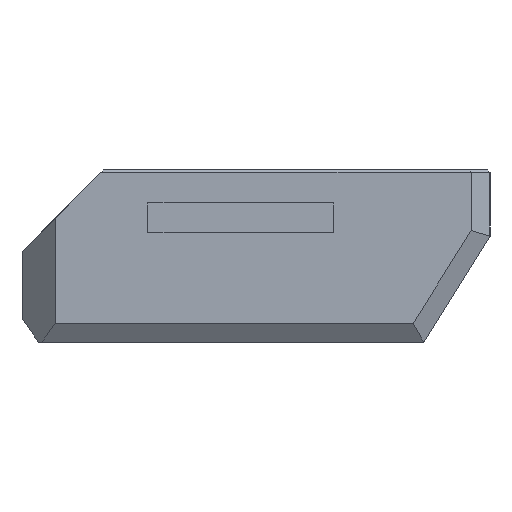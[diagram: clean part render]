
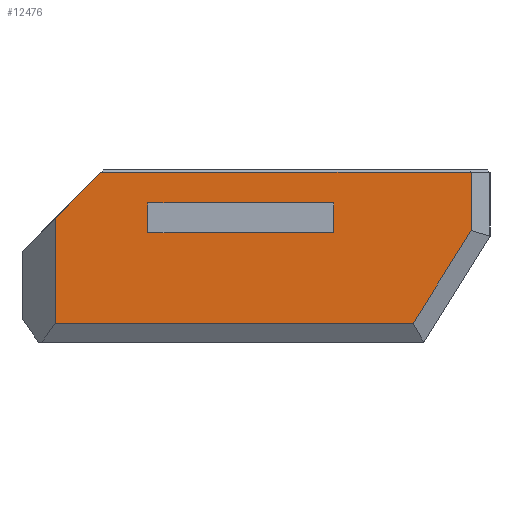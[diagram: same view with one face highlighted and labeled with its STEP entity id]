
A CAD part, left-side view. The second image highlights one B-rep face of the part: STEP entity #12476.
In plain terms, the highlighted planar face has unit normal (-1, 0, 0).
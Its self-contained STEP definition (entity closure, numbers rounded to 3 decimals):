
#118=FACE_BOUND('',#1553,.T.);
#804=FACE_OUTER_BOUND('',#1552,.T.);
#1552=EDGE_LOOP('',(#9298,#9299,#9300,#9301,#9302,#9303));
#1553=EDGE_LOOP('',(#9304,#9305,#9306,#9307));
#2654=LINE('',#18528,#4145);
#2695=LINE('',#18610,#4186);
#2704=LINE('',#18629,#4195);
#2706=LINE('',#18633,#4197);
#2707=LINE('',#18635,#4198);
#2708=LINE('',#18636,#4199);
#2709=LINE('',#18639,#4200);
#2710=LINE('',#18641,#4201);
#2711=LINE('',#18643,#4202);
#2712=LINE('',#18644,#4203);
#4145=VECTOR('',#14491,1.);
#4186=VECTOR('',#14552,10.);
#4195=VECTOR('',#14569,10.);
#4197=VECTOR('',#14573,10.);
#4198=VECTOR('',#14574,10.);
#4199=VECTOR('',#14575,10.);
#4200=VECTOR('',#14576,1.);
#4201=VECTOR('',#14577,1.);
#4202=VECTOR('',#14578,1.);
#4203=VECTOR('',#14579,1.);
#5571=VERTEX_POINT('',#18525);
#5572=VERTEX_POINT('',#18527);
#5603=VERTEX_POINT('',#18606);
#5609=VERTEX_POINT('',#18628);
#5610=VERTEX_POINT('',#18632);
#5611=VERTEX_POINT('',#18634);
#5612=VERTEX_POINT('',#18637);
#5613=VERTEX_POINT('',#18638);
#5614=VERTEX_POINT('',#18640);
#5615=VERTEX_POINT('',#18642);
#6912=EDGE_CURVE('',#5571,#5572,#2654,.T.);
#6954=EDGE_CURVE('',#5572,#5603,#2695,.T.);
#6963=EDGE_CURVE('',#5603,#5609,#2704,.T.);
#6965=EDGE_CURVE('',#5610,#5571,#2706,.T.);
#6966=EDGE_CURVE('',#5611,#5610,#2707,.T.);
#6967=EDGE_CURVE('',#5609,#5611,#2708,.T.);
#6968=EDGE_CURVE('',#5612,#5613,#2709,.T.);
#6969=EDGE_CURVE('',#5612,#5614,#2710,.T.);
#6970=EDGE_CURVE('',#5614,#5615,#2711,.T.);
#6971=EDGE_CURVE('',#5613,#5615,#2712,.T.);
#9298=ORIENTED_EDGE('',*,*,#6954,.F.);
#9299=ORIENTED_EDGE('',*,*,#6912,.F.);
#9300=ORIENTED_EDGE('',*,*,#6965,.F.);
#9301=ORIENTED_EDGE('',*,*,#6966,.F.);
#9302=ORIENTED_EDGE('',*,*,#6967,.F.);
#9303=ORIENTED_EDGE('',*,*,#6963,.F.);
#9304=ORIENTED_EDGE('',*,*,#6968,.F.);
#9305=ORIENTED_EDGE('',*,*,#6969,.T.);
#9306=ORIENTED_EDGE('',*,*,#6970,.T.);
#9307=ORIENTED_EDGE('',*,*,#6971,.F.);
#11876=PLANE('',#13176);
#12476=ADVANCED_FACE('',(#804,#118),#11876,.F.);
#13176=AXIS2_PLACEMENT_3D('',#18631,#14571,#14572);
#14491=DIRECTION('',(0.,-0.707,0.707));
#14552=DIRECTION('',(0.,-1.,0.));
#14569=DIRECTION('',(0.,0.,-1.));
#14571=DIRECTION('center_axis',(1.,0.,0.));
#14572=DIRECTION('ref_axis',(0.,0.,1.));
#14573=DIRECTION('',(0.,0.,1.));
#14574=DIRECTION('',(0.,1.,0.));
#14575=DIRECTION('',(0.,0.53,-0.848));
#14576=DIRECTION('',(0.,-1.,0.));
#14577=DIRECTION('',(0.,0.,1.));
#14578=DIRECTION('',(0.,-1.,0.));
#14579=DIRECTION('',(0.,0.,1.));
#18525=CARTESIAN_POINT('',(-77.5,26.55,18.7));
#18527=CARTESIAN_POINT('',(-77.5,19.65,25.6));
#18528=CARTESIAN_POINT('',(-77.5,25.65,19.6));
#18606=CARTESIAN_POINT('',(-77.5,-36.194,25.6));
#18610=CARTESIAN_POINT('',(-77.5,-39.4,25.6));
#18628=CARTESIAN_POINT('',(-77.5,-36.194,16.822));
#18629=CARTESIAN_POINT('',(-77.5,-36.194,0.));
#18631=CARTESIAN_POINT('Origin',(-77.5,-39.15,0.));
#18632=CARTESIAN_POINT('',(-77.5,26.55,2.856));
#18633=CARTESIAN_POINT('',(-77.5,26.55,0.));
#18634=CARTESIAN_POINT('',(-77.5,-27.467,2.856));
#18635=CARTESIAN_POINT('',(-77.5,-34.05,2.856));
#18636=CARTESIAN_POINT('',(-77.5,-30.546,7.784));
#18637=CARTESIAN_POINT('',(-77.5,12.55,16.5));
#18638=CARTESIAN_POINT('',(-77.5,-15.45,16.5));
#18639=CARTESIAN_POINT('',(-77.5,-27.3,16.5));
#18640=CARTESIAN_POINT('',(-77.5,12.55,21.));
#18641=CARTESIAN_POINT('',(-77.5,12.55,8.25));
#18642=CARTESIAN_POINT('',(-77.5,-15.45,21.));
#18643=CARTESIAN_POINT('',(-77.5,-27.3,21.));
#18644=CARTESIAN_POINT('',(-77.5,-15.45,8.25));
